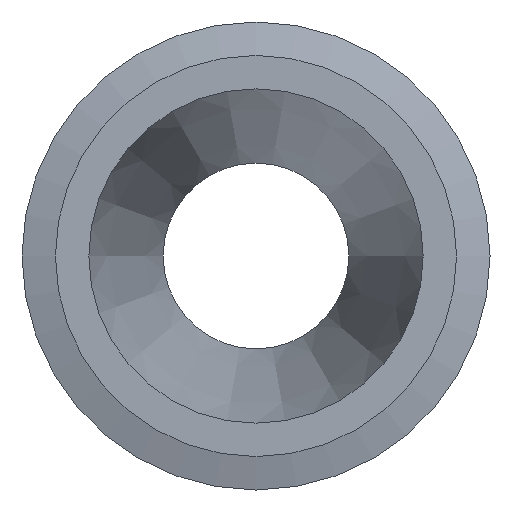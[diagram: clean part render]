
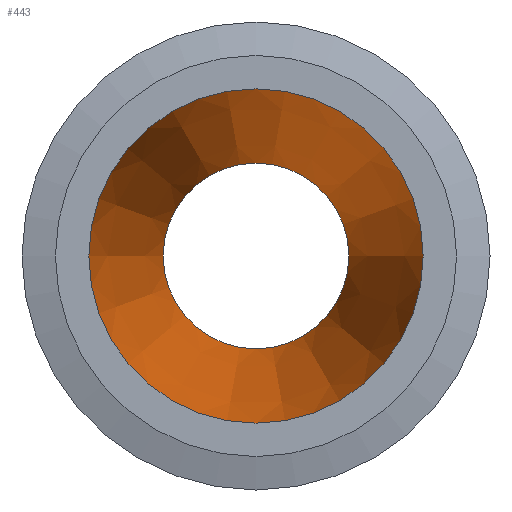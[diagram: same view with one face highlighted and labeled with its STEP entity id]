
A CAD part, left-side view. The second image highlights one B-rep face of the part: STEP entity #443.
In plain terms, the highlighted conical face has half-angle 10 degrees and reference radius 17.5 mm.
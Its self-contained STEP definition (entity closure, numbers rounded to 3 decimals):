
#38=FACE_OUTER_BOUND('',#61,.T.);
#61=EDGE_LOOP('',(#311,#312,#313,#314,#315,#316,#317));
#83=LINE('',#771,#97);
#97=VECTOR('',#613,17.5);
#118=CIRCLE('',#497,12.5);
#119=CIRCLE('',#498,12.5);
#120=CIRCLE('',#499,12.5);
#123=CIRCLE('',#504,22.5);
#124=CIRCLE('',#505,22.5);
#171=VERTEX_POINT('',#757);
#172=VERTEX_POINT('',#759);
#173=VERTEX_POINT('',#761);
#176=VERTEX_POINT('',#770);
#177=VERTEX_POINT('',#772);
#224=EDGE_CURVE('',#171,#172,#118,.T.);
#225=EDGE_CURVE('',#172,#173,#119,.T.);
#226=EDGE_CURVE('',#173,#171,#120,.T.);
#229=EDGE_CURVE('',#173,#176,#83,.T.);
#230=EDGE_CURVE('',#177,#176,#123,.T.);
#231=EDGE_CURVE('',#176,#177,#124,.T.);
#311=ORIENTED_EDGE('',*,*,#225,.F.);
#312=ORIENTED_EDGE('',*,*,#224,.F.);
#313=ORIENTED_EDGE('',*,*,#226,.F.);
#314=ORIENTED_EDGE('',*,*,#229,.T.);
#315=ORIENTED_EDGE('',*,*,#230,.F.);
#316=ORIENTED_EDGE('',*,*,#231,.F.);
#317=ORIENTED_EDGE('',*,*,#229,.F.);
#409=CONICAL_SURFACE('',#503,17.5,0.175);
#443=ADVANCED_FACE('',(#38),#409,.F.);
#497=AXIS2_PLACEMENT_3D('',#760,#599,#600);
#498=AXIS2_PLACEMENT_3D('',#762,#601,#602);
#499=AXIS2_PLACEMENT_3D('',#763,#603,#604);
#503=AXIS2_PLACEMENT_3D('',#769,#611,#612);
#504=AXIS2_PLACEMENT_3D('',#773,#614,#615);
#505=AXIS2_PLACEMENT_3D('',#774,#616,#617);
#599=DIRECTION('center_axis',(-1.,0.,0.));
#600=DIRECTION('ref_axis',(0.,0.,-1.));
#601=DIRECTION('center_axis',(-1.,0.,0.));
#602=DIRECTION('ref_axis',(0.,0.,-1.));
#603=DIRECTION('center_axis',(-1.,0.,0.));
#604=DIRECTION('ref_axis',(0.,0.,-1.));
#611=DIRECTION('center_axis',(-1.,0.,0.));
#612=DIRECTION('ref_axis',(0.,1.,0.));
#613=DIRECTION('',(-0.985,-0.174,0.));
#614=DIRECTION('center_axis',(1.,0.,0.));
#615=DIRECTION('ref_axis',(0.,1.,0.));
#616=DIRECTION('center_axis',(1.,0.,0.));
#617=DIRECTION('ref_axis',(0.,1.,0.));
#757=CARTESIAN_POINT('',(56.713,0.,12.5));
#759=CARTESIAN_POINT('',(56.713,12.5,0.));
#760=CARTESIAN_POINT('Origin',(56.713,0.,0.));
#761=CARTESIAN_POINT('',(56.713,-12.5,0.));
#762=CARTESIAN_POINT('Origin',(56.713,0.,0.));
#763=CARTESIAN_POINT('Origin',(56.713,0.,0.));
#769=CARTESIAN_POINT('Origin',(28.356,0.,0.));
#770=CARTESIAN_POINT('',(0.,-22.5,0.));
#771=CARTESIAN_POINT('',(28.356,-17.5,0.));
#772=CARTESIAN_POINT('',(0.,22.5,0.));
#773=CARTESIAN_POINT('Origin',(0.,0.,0.));
#774=CARTESIAN_POINT('Origin',(0.,0.,0.));
